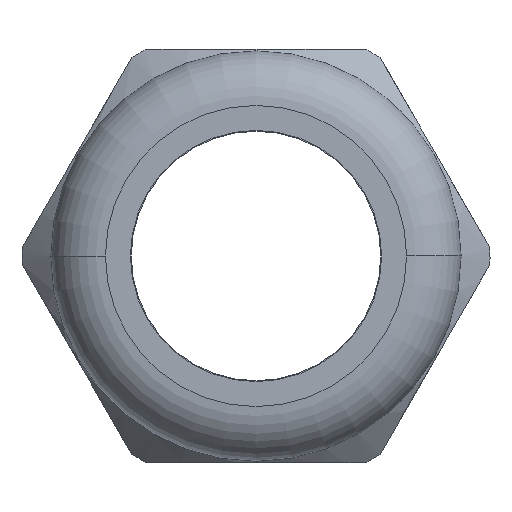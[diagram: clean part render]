
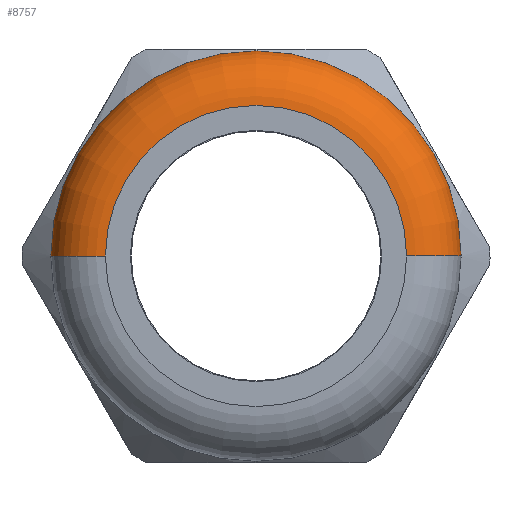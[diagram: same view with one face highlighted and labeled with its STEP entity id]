
A CAD part, left-side view. The second image highlights one B-rep face of the part: STEP entity #8757.
In plain terms, the highlighted toroidal (fillet/blend) face has major radius 19.3 mm and minor radius 7 mm.
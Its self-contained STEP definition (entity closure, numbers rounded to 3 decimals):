
#15 = CIRCLE ( 'NONE', #10852, 26.3 ) ;
#478 = VERTEX_POINT ( 'NONE', #7165 ) ;
#508 = CARTESIAN_POINT ( 'NONE',  ( -19.3, 31., 0. ) ) ;
#516 = VERTEX_POINT ( 'NONE', #6521 ) ;
#566 = DIRECTION ( 'NONE',  ( 0., -1., 0. ) ) ;
#577 = AXIS2_PLACEMENT_3D ( 'NONE', #4424, #6990, #4467 ) ;
#706 = DIRECTION ( 'NONE',  ( -1., 0., 0. ) ) ;
#1611 = ORIENTED_EDGE ( 'NONE', *, *, #7913, .T. ) ;
#2098 = CARTESIAN_POINT ( 'NONE',  ( 26.3, 24., 0. ) ) ;
#2361 = VERTEX_POINT ( 'NONE', #2098 ) ;
#2624 = ORIENTED_EDGE ( 'NONE', *, *, #7463, .T. ) ;
#2637 = AXIS2_PLACEMENT_3D ( 'NONE', #5666, #566, #6508 ) ;
#3364 = CARTESIAN_POINT ( 'NONE',  ( 0., 24., 0. ) ) ;
#3490 = EDGE_CURVE ( 'NONE', #478, #2361, #3909, .T. ) ;
#3909 = CIRCLE ( 'NONE', #7882, 7. ) ;
#4217 = DIRECTION ( 'NONE',  ( 1., 0., 0. ) ) ;
#4424 = CARTESIAN_POINT ( 'NONE',  ( 0., 24., 0. ) ) ;
#4467 = DIRECTION ( 'NONE',  ( 1., 0., 0. ) ) ;
#4616 = VERTEX_POINT ( 'NONE', #508 ) ;
#4634 = CARTESIAN_POINT ( 'NONE',  ( -19.3, 24., 0. ) ) ;
#5368 = CIRCLE ( 'NONE', #9800, 7. ) ;
#5471 = DIRECTION ( 'NONE',  ( 1., 0., 0. ) ) ;
#5666 = CARTESIAN_POINT ( 'NONE',  ( 0., 31., 0. ) ) ;
#5799 = DIRECTION ( 'NONE',  ( 0., 0., -1. ) ) ;
#6032 = EDGE_LOOP ( 'NONE', ( #2624, #1611, #8506, #9240 ) ) ;
#6508 = DIRECTION ( 'NONE',  ( 1., 0., 0. ) ) ;
#6521 = CARTESIAN_POINT ( 'NONE',  ( -26.3, 24., 0. ) ) ;
#6990 = DIRECTION ( 'NONE',  ( 0., -1., 0. ) ) ;
#7165 = CARTESIAN_POINT ( 'NONE',  ( 19.3, 31., 0. ) ) ;
#7463 = EDGE_CURVE ( 'NONE', #478, #4616, #8843, .T. ) ;
#7882 = AXIS2_PLACEMENT_3D ( 'NONE', #10893, #5799, #706 ) ;
#7913 = EDGE_CURVE ( 'NONE', #4616, #516, #5368, .T. ) ;
#8422 = TOROIDAL_SURFACE ( 'NONE', #577, 19.3, 7. ) ;
#8506 = ORIENTED_EDGE ( 'NONE', *, *, #9005, .F. ) ;
#8757 = ADVANCED_FACE ( 'NONE', ( #10671 ), #8422, .T. ) ;
#8843 = CIRCLE ( 'NONE', #2637, 19.3 ) ;
#9005 = EDGE_CURVE ( 'NONE', #2361, #516, #15, .T. ) ;
#9240 = ORIENTED_EDGE ( 'NONE', *, *, #3490, .F. ) ;
#9296 = DIRECTION ( 'NONE',  ( 0., -1., 0. ) ) ;
#9800 = AXIS2_PLACEMENT_3D ( 'NONE', #4634, #10567, #5471 ) ;
#10567 = DIRECTION ( 'NONE',  ( 0., 0., 1. ) ) ;
#10671 = FACE_OUTER_BOUND ( 'NONE', #6032, .T. ) ;
#10852 = AXIS2_PLACEMENT_3D ( 'NONE', #3364, #9296, #4217 ) ;
#10893 = CARTESIAN_POINT ( 'NONE',  ( 19.3, 24., 0. ) ) ;
